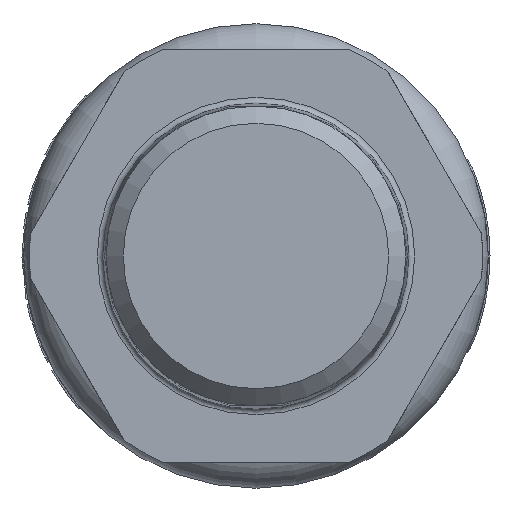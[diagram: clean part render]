
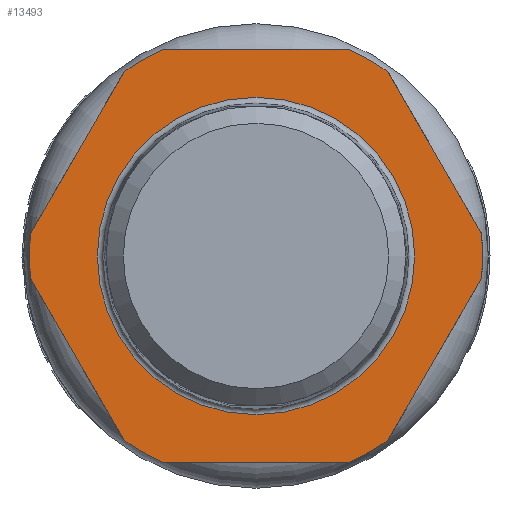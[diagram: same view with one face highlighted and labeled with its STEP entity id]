
A CAD part, left-side view. The second image highlights one B-rep face of the part: STEP entity #13493.
In plain terms, the highlighted planar face has unit normal (-1, 0, 0).
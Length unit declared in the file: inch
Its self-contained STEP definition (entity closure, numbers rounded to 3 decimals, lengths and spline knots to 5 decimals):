
#339=FACE_BOUND('',#3737,.T.);
#1511=LINE('',#28168,#2049);
#1512=LINE('',#28172,#2050);
#1513=LINE('',#28176,#2051);
#1514=LINE('',#28180,#2052);
#1515=LINE('',#28184,#2053);
#1516=LINE('',#28188,#2054);
#2049=VECTOR('',#17862,0.3937);
#2050=VECTOR('',#17865,0.3937);
#2051=VECTOR('',#17868,0.3937);
#2052=VECTOR('',#17871,0.3937);
#2053=VECTOR('',#17874,0.3937);
#2054=VECTOR('',#17877,0.3937);
#2992=FACE_OUTER_BOUND('',#3736,.T.);
#3736=EDGE_LOOP('',(#11584,#11585,#11586,#11587,#11588,#11589,#11590,#11591,
#11592,#11593,#11594,#11595));
#3737=EDGE_LOOP('',(#11596,#11597));
#4398=CIRCLE('',#14782,0.54469);
#4399=CIRCLE('',#14783,0.54469);
#4403=CIRCLE('',#14789,0.77756);
#4404=CIRCLE('',#14790,0.77756);
#4405=CIRCLE('',#14791,0.77756);
#4406=CIRCLE('',#14792,0.77756);
#4407=CIRCLE('',#14793,0.77756);
#4408=CIRCLE('',#14794,0.77756);
#5692=VERTEX_POINT('',#28153);
#5693=VERTEX_POINT('',#28155);
#5696=VERTEX_POINT('',#28166);
#5697=VERTEX_POINT('',#28167);
#5698=VERTEX_POINT('',#28169);
#5699=VERTEX_POINT('',#28171);
#5700=VERTEX_POINT('',#28173);
#5701=VERTEX_POINT('',#28175);
#5702=VERTEX_POINT('',#28177);
#5703=VERTEX_POINT('',#28179);
#5704=VERTEX_POINT('',#28181);
#5705=VERTEX_POINT('',#28183);
#5706=VERTEX_POINT('',#28185);
#5707=VERTEX_POINT('',#28187);
#7665=EDGE_CURVE('',#5692,#5693,#4398,.T.);
#7666=EDGE_CURVE('',#5693,#5692,#4399,.T.);
#7671=EDGE_CURVE('',#5696,#5697,#1511,.T.);
#7672=EDGE_CURVE('',#5698,#5697,#4403,.T.);
#7673=EDGE_CURVE('',#5698,#5699,#1512,.T.);
#7674=EDGE_CURVE('',#5700,#5699,#4404,.T.);
#7675=EDGE_CURVE('',#5700,#5701,#1513,.T.);
#7676=EDGE_CURVE('',#5702,#5701,#4405,.T.);
#7677=EDGE_CURVE('',#5702,#5703,#1514,.T.);
#7678=EDGE_CURVE('',#5704,#5703,#4406,.T.);
#7679=EDGE_CURVE('',#5704,#5705,#1515,.T.);
#7680=EDGE_CURVE('',#5706,#5705,#4407,.T.);
#7681=EDGE_CURVE('',#5706,#5707,#1516,.T.);
#7682=EDGE_CURVE('',#5696,#5707,#4408,.T.);
#11584=ORIENTED_EDGE('',*,*,#7671,.T.);
#11585=ORIENTED_EDGE('',*,*,#7672,.F.);
#11586=ORIENTED_EDGE('',*,*,#7673,.T.);
#11587=ORIENTED_EDGE('',*,*,#7674,.F.);
#11588=ORIENTED_EDGE('',*,*,#7675,.T.);
#11589=ORIENTED_EDGE('',*,*,#7676,.F.);
#11590=ORIENTED_EDGE('',*,*,#7677,.T.);
#11591=ORIENTED_EDGE('',*,*,#7678,.F.);
#11592=ORIENTED_EDGE('',*,*,#7679,.T.);
#11593=ORIENTED_EDGE('',*,*,#7680,.F.);
#11594=ORIENTED_EDGE('',*,*,#7681,.T.);
#11595=ORIENTED_EDGE('',*,*,#7682,.F.);
#11596=ORIENTED_EDGE('',*,*,#7666,.F.);
#11597=ORIENTED_EDGE('',*,*,#7665,.F.);
#12067=PLANE('',#14788);
#13493=ADVANCED_FACE('',(#2992,#339),#12067,.T.);
#14782=AXIS2_PLACEMENT_3D('',#28156,#17847,#17848);
#14783=AXIS2_PLACEMENT_3D('',#28157,#17849,#17850);
#14788=AXIS2_PLACEMENT_3D('',#28165,#17860,#17861);
#14789=AXIS2_PLACEMENT_3D('',#28170,#17863,#17864);
#14790=AXIS2_PLACEMENT_3D('',#28174,#17866,#17867);
#14791=AXIS2_PLACEMENT_3D('',#28178,#17869,#17870);
#14792=AXIS2_PLACEMENT_3D('',#28182,#17872,#17873);
#14793=AXIS2_PLACEMENT_3D('',#28186,#17875,#17876);
#14794=AXIS2_PLACEMENT_3D('',#28189,#17878,#17879);
#17847=DIRECTION('center_axis',(-1.,0.,0.));
#17848=DIRECTION('ref_axis',(0.,1.,0.));
#17849=DIRECTION('center_axis',(-1.,0.,0.));
#17850=DIRECTION('ref_axis',(0.,1.,0.));
#17860=DIRECTION('center_axis',(-1.,0.,0.));
#17861=DIRECTION('ref_axis',(0.,1.,0.));
#17862=DIRECTION('',(0.,0.5,0.866));
#17863=DIRECTION('center_axis',(1.,0.,0.));
#17864=DIRECTION('ref_axis',(0.,-1.,0.));
#17865=DIRECTION('',(0.,1.,0.));
#17866=DIRECTION('center_axis',(1.,0.,0.));
#17867=DIRECTION('ref_axis',(0.,-1.,0.));
#17868=DIRECTION('',(0.,0.5,-0.866));
#17869=DIRECTION('center_axis',(1.,0.,0.));
#17870=DIRECTION('ref_axis',(0.,-1.,0.));
#17871=DIRECTION('',(0.,-0.5,-0.866));
#17872=DIRECTION('center_axis',(1.,0.,0.));
#17873=DIRECTION('ref_axis',(0.,-1.,0.));
#17874=DIRECTION('',(0.,-1.,0.));
#17875=DIRECTION('center_axis',(1.,0.,0.));
#17876=DIRECTION('ref_axis',(0.,-1.,0.));
#17877=DIRECTION('',(0.,-0.5,0.866));
#17878=DIRECTION('center_axis',(1.,0.,0.));
#17879=DIRECTION('ref_axis',(0.,-1.,0.));
#28153=CARTESIAN_POINT('',(-0.39961,0.54469,0.));
#28155=CARTESIAN_POINT('',(-0.39961,-0.54469,0.));
#28156=CARTESIAN_POINT('Origin',(-0.39961,0.,
0.));
#28157=CARTESIAN_POINT('Origin',(-0.39961,0.,
0.));
#28165=CARTESIAN_POINT('Origin',(-0.39961,0.,
-0.77756));
#28166=CARTESIAN_POINT('',(-0.39961,-0.77372,0.07721));
#28167=CARTESIAN_POINT('',(-0.39961,-0.45372,0.63145));
#28168=CARTESIAN_POINT('',(-0.39961,-0.86206,-0.07582));
#28169=CARTESIAN_POINT('',(-0.39961,-0.32,0.70866));
#28170=CARTESIAN_POINT('Origin',(-0.39961,0.,
0.));
#28171=CARTESIAN_POINT('',(-0.39961,0.32,0.70866));
#28172=CARTESIAN_POINT('',(-0.39961,-0.16,0.70866));
#28173=CARTESIAN_POINT('',(-0.39961,0.45372,0.63145));
#28174=CARTESIAN_POINT('Origin',(-0.39961,0.,
0.));
#28175=CARTESIAN_POINT('',(-0.39961,0.77372,0.07721));
#28176=CARTESIAN_POINT('',(-0.39961,0.70207,0.20131));
#28177=CARTESIAN_POINT('',(-0.39961,0.77372,-0.07721));
#28178=CARTESIAN_POINT('Origin',(-0.39961,0.,
0.));
#28179=CARTESIAN_POINT('',(-0.39961,0.45372,-0.63145));
#28180=CARTESIAN_POINT('',(-0.39961,0.52537,-0.50735));
#28181=CARTESIAN_POINT('',(-0.39961,0.32,-0.70866));
#28182=CARTESIAN_POINT('Origin',(-0.39961,0.,
0.));
#28183=CARTESIAN_POINT('',(-0.39961,-0.32,-0.70866));
#28184=CARTESIAN_POINT('',(-0.39961,0.16,-0.70866));
#28185=CARTESIAN_POINT('',(-0.39961,-0.45372,-0.63145));
#28186=CARTESIAN_POINT('Origin',(-0.39961,0.,
0.));
#28187=CARTESIAN_POINT('',(-0.39961,-0.77372,-0.07721));
#28188=CARTESIAN_POINT('',(-0.39961,-0.36537,-0.78448));
#28189=CARTESIAN_POINT('Origin',(-0.39961,0.,
0.));
